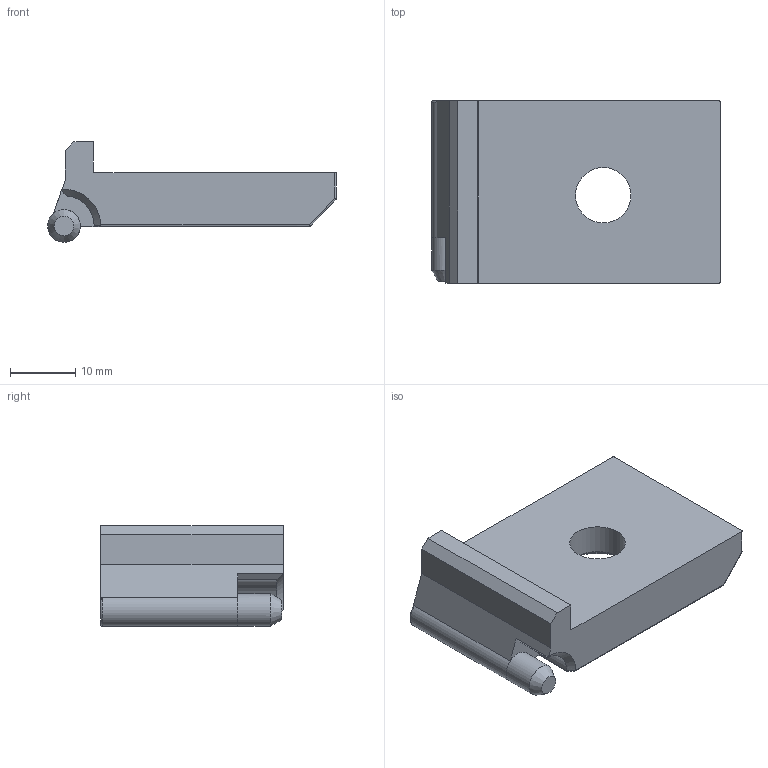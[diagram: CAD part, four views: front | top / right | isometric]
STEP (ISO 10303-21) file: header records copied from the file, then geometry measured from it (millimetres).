
FILE_DESCRIPTION(('FreeCAD Model'),'2;1');
FILE_NAME( 'rambo-upper-hinge.step' ,'2020-03-09T20:27:20',('Author'),(''), 'Open CASCADE STEP processor 7.3','FreeCAD','Unknown');
FILE_SCHEMA(('AUTOMOTIVE_DESIGN { 1 0 10303 214 1 1 1 1 }'));
Length unit declared in the file: millimetre
Products named in the file (1): rambo-upper-hinge
Bounding box: 44.25 x 28 x 15.4 mm (x, y, z)
Volume: 9204.4 mm3; surface area: 4092.9 mm2
Topology: 1 solids, 1 shells, 39 faces, 96 edges, 56 vertices
Faces by surface type: plane 15, cylinder 15, sphere 4, cone 3, torus 2
Full cylindrical faces by diameter (mm): 5 x1, 8.5 x1, 17.25 x1
Entity records: 2509 total; most frequent: CARTESIAN_POINT 592, DIRECTION 371, LINE 206, VECTOR 206, ORIENTED_EDGE 184, PCURVE 184, DEFINITIONAL_REPRESENTATION 184, EDGE_CURVE 92
